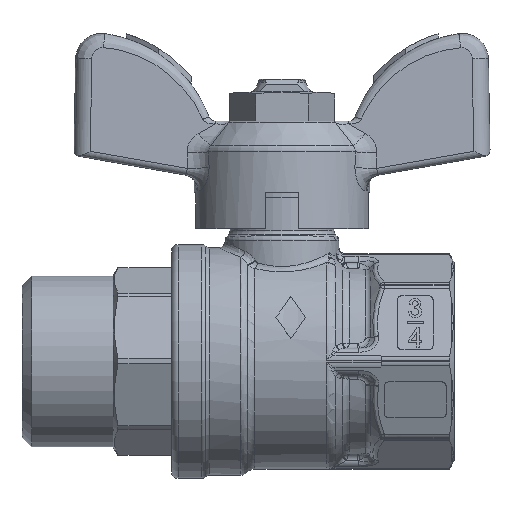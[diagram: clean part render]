
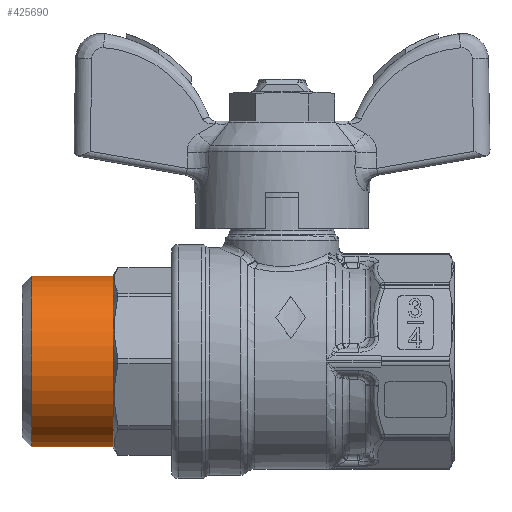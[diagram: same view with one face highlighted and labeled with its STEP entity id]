
A CAD part, top view. The second image highlights one B-rep face of the part: STEP entity #425690.
In plain terms, the highlighted cylindrical face has radius 13.15 mm (diameter 26.3 mm), a partial arc.
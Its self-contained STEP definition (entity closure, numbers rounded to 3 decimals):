
#424680=CARTESIAN_POINT('',(38.5,-13.15,0.));
#424690=VERTEX_POINT('',#424680);
#424770=CARTESIAN_POINT('',(38.5,13.15,
0.));
#424780=VERTEX_POINT('',#424770);
#424810=CARTESIAN_POINT('',(38.5,0.,0.));
#424820=DIRECTION('',(1.,0.,0.));
#424830=DIRECTION('',(0.,-1.,0.));
#424840=AXIS2_PLACEMENT_3D('',#424810,#424820,#424830);
#424850=CIRCLE('',#424840,13.15);
#424860=EDGE_CURVE('',#424690,#424780,#424850,.T.);
#425380=CARTESIAN_POINT('',(32.25,0.,0.));
#425390=DIRECTION('',(1.,0.,0.));
#425400=DIRECTION('',(0.,1.,0.));
#425410=AXIS2_PLACEMENT_3D('',#425380,#425390,#425400);
#425420=CYLINDRICAL_SURFACE('',#425410,13.15);
#425430=CARTESIAN_POINT('',(32.25,-13.15,
0.));
#425440=DIRECTION('',(1.,0.,0.));
#425450=VECTOR('',#425440,1.);
#425460=LINE('',#425430,#425450);
#425470=CARTESIAN_POINT('',(26.,-13.15,
0.));
#425480=VERTEX_POINT('',#425470);
#425490=EDGE_CURVE('',#425480,#424690,#425460,.T.);
#425500=ORIENTED_EDGE('',*,*,#425490,.F.);
#425510=ORIENTED_EDGE('',*,*,#424860,.F.);
#425520=CARTESIAN_POINT('',(32.25,13.15,0.));
#425530=DIRECTION('',(1.,0.,0.));
#425540=VECTOR('',#425530,1.);
#425550=LINE('',#425520,#425540);
#425560=CARTESIAN_POINT('',(26.,13.15,0.));
#425570=VERTEX_POINT('',#425560);
#425580=EDGE_CURVE('',#425570,#424780,#425550,.T.);
#425590=ORIENTED_EDGE('',*,*,#425580,.T.);
#425600=CARTESIAN_POINT('',(26.,0.,0.));
#425610=DIRECTION('',(-1.,0.,0.));
#425620=DIRECTION('',(0.,-1.,0.));
#425630=AXIS2_PLACEMENT_3D('',#425600,#425610,#425620);
#425640=CIRCLE('',#425630,13.15);
#425650=EDGE_CURVE('',#425570,#425480,#425640,.T.);
#425660=ORIENTED_EDGE('',*,*,#425650,.F.);
#425670=EDGE_LOOP('',(#425660,#425590,#425510,#425500));
#425680=FACE_OUTER_BOUND('',#425670,.T.);
#425690=ADVANCED_FACE('',(#425680),#425420,.T.);
